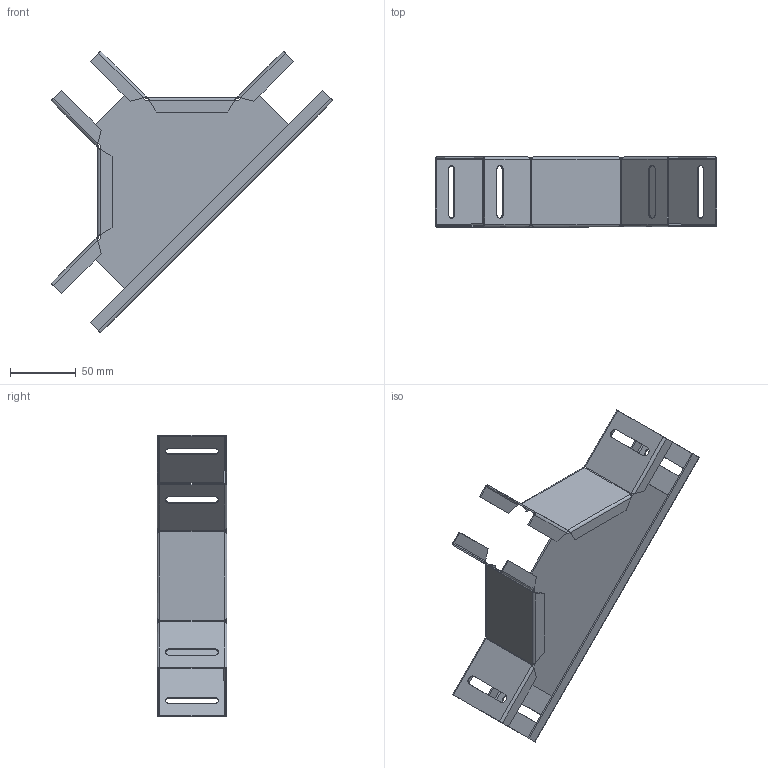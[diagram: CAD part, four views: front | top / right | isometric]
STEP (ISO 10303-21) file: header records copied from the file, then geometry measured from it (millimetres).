
FILE_DESCRIPTION (( 'STEP AP214' ), '1' );
FILE_NAME ('6074912_KSTP1.stp', '2018-04-19T05:21:01', ( '' ), ( '' ), 'SwSTEP 2.0', 'SolidWorks 2016', '' );
FILE_SCHEMA (( 'AUTOMOTIVE_DESIGN' ));
Length unit declared in the file: millimetre
Products named in the file (4): 6074912_KSTP1; 001238_Standard; 001244_Standard; 001243_Standard
Assembly tree (4 placements, depth 2):
  6074912_KSTP1
    001238_Standard  x2
    001244_Standard
    001243_Standard
Bounding box: 213.55 x 53 x 213.55 mm (x, y, z)
Volume: 60953.9 mm3; surface area: 110746.4 mm2
Topology: 4 solids, 4 shells, 224 faces, 504 edges, 288 vertices
Faces by surface type: plane 142, cylinder 50, bspline 32
Entity records: 4018 total; most frequent: CARTESIAN_POINT 1025, ORIENTED_EDGE 608, DIRECTION 530, EDGE_CURVE 304, VECTOR 208, LINE 208, VERTEX_POINT 176, AXIS2_PLACEMENT_3D 161
